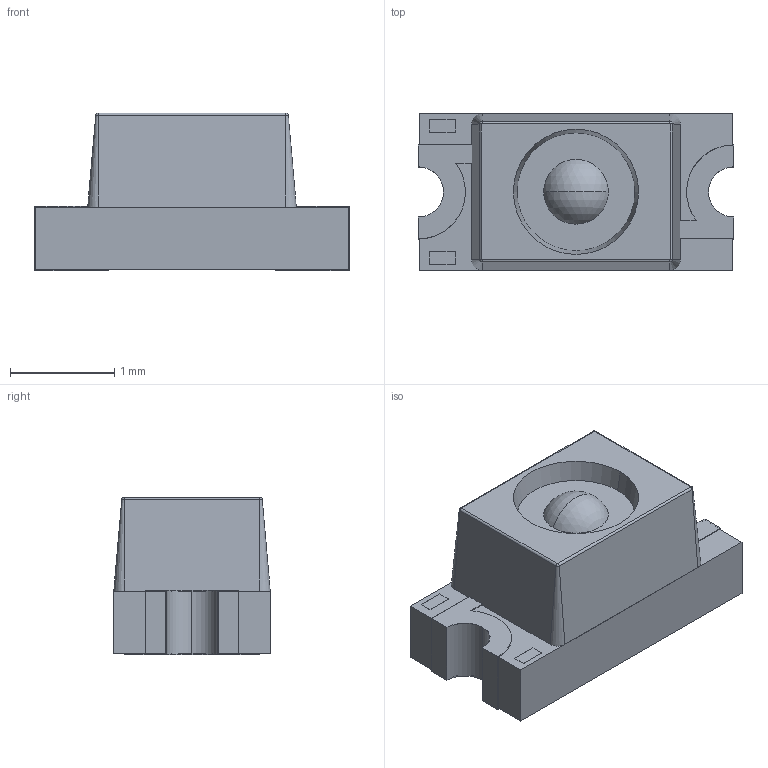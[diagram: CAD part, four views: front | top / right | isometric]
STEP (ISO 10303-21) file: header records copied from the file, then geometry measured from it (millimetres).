
FILE_DESCRIPTION (( 'STEP AP214' ), '1' );
FILE_NAME ('LED1206-R-RD_GREEN.STEP', '2021-09-14T07:58:52', ( 'PC' ), ( 'Microsoft' ), 'SwSTEP 2.0', 'SolidWorks 2018', '' );
FILE_SCHEMA (( 'AUTOMOTIVE_DESIGN' ));
Length unit declared in the file: millimetre
Products named in the file (2): LED1206-R-RD_GREEN
Bounding box: 3.02 x 1.5 x 1.51 mm (x, y, z)
Volume: 4.9 mm3; surface area: 33.9 mm2
Topology: 4 solids, 4 shells, 155 faces, 394 edges, 259 vertices
Faces by surface type: plane 111, cylinder 18, bspline 14, cone 6, torus 4, sphere 2
Entity records: 7066 total; most frequent: CARTESIAN_POINT 1608, ORIENTED_EDGE 788, DIRECTION 710, EDGE_CURVE 394, VECTOR 308, LINE 308, VERTEX_POINT 259, AXIS2_PLACEMENT_3D 201
